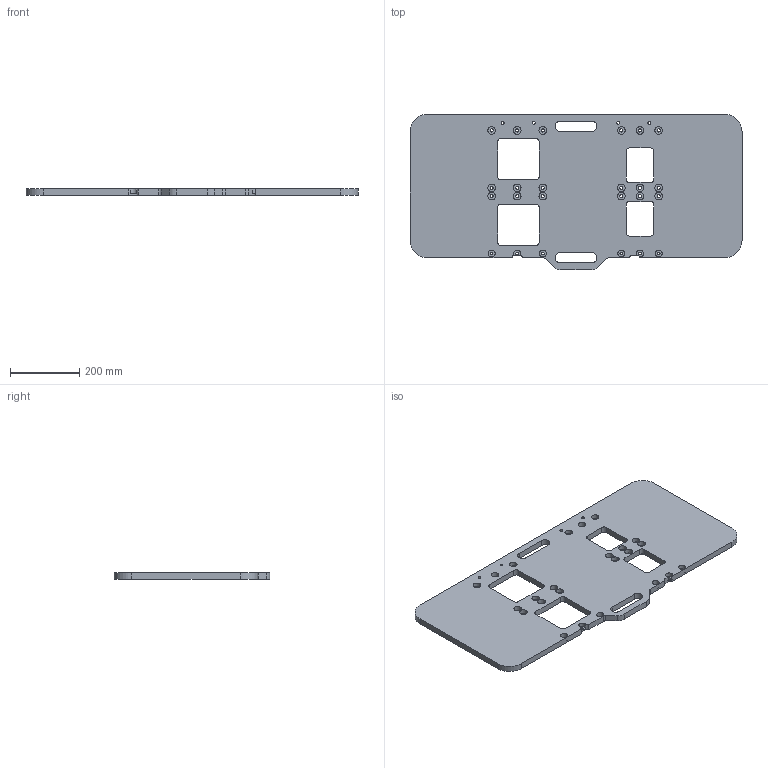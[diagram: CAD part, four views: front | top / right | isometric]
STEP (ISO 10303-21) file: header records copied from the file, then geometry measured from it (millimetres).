
FILE_DESCRIPTION(/* description */ (''),/* implementation_level */ '2;1');
FILE_NAME(/* name */ 'MK2_EU_Baseplate.step',/* time_stamp */ '2024-09-08T11:19:27+02:00',/* author */ (''),/* organization */ (''),/* preprocessor_version */ 'ST-DEVELOPER v20',/* originating_system */ 'Autodesk Translation Framework v13.14.0.145',/* authorisation */ '');
FILE_SCHEMA (('AUTOMOTIVE_DESIGN { 1 0 10303 214 3 1 1 }'));
Length unit declared in the file: millimetre
Products named in the file (1): MK2_EU_Baseplate
Bounding box: 960 x 450 x 18 mm (x, y, z)
Volume: 6173126.9 mm3; surface area: 809315.9 mm2
Topology: 1 solids, 1 shells, 142 faces, 354 edges, 236 vertices
Faces by surface type: cylinder 84, plane 58
Full cylindrical faces by diameter (mm): 8 x10, 9 x18, 20 x4, 22 x18
Entity records: 4478 total; most frequent: DIRECTION 811, CARTESIAN_POINT 733, ORIENTED_EDGE 708, EDGE_CURVE 354, AXIS2_PLACEMENT_3D 314, VERTEX_POINT 236, EDGE_LOOP 232, LINE 183
